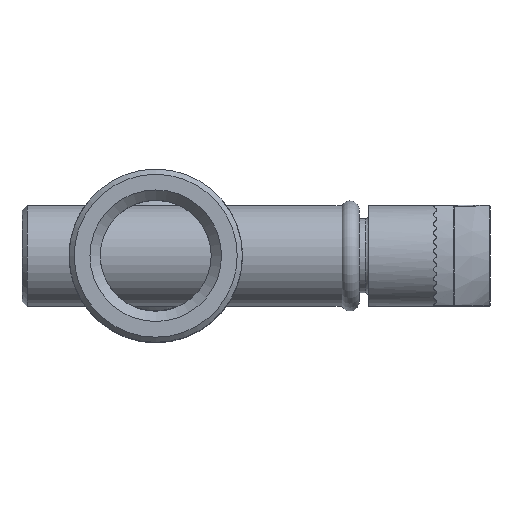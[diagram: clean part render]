
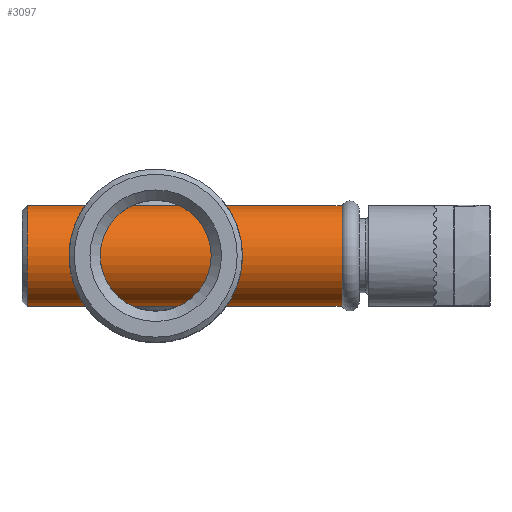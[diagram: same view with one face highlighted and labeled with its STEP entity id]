
A CAD part, top view. The second image highlights one B-rep face of the part: STEP entity #3097.
In plain terms, the highlighted cylindrical face has radius 4.9 mm (diameter 9.8 mm), a full revolution.
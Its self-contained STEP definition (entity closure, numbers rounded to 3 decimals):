
#550=FACE_BOUND($,#925,.T.);
#551=FACE_BOUND($,#926,.T.);
#579=B_SPLINE_CURVE_WITH_KNOTS($,3,(#4911,#4912,#4913,#4914,#4915,#4916,
#4917,#4918,#4919,#4920,#4921,#4922,#4923,#4924,#4925,#4926,#4927,#4928,
#4929,#4930,#4931,#4932,#4933,#4934,#4935,#4936),.UNSPECIFIED.,.F.,.F.,
(4,2,2,2,2,2,2,2,2,2,2,2,4),(0.772,0.864,0.957,
1.066,1.175,1.359,1.543,1.708,
1.872,1.991,2.11,2.212,2.315),
 .UNSPECIFIED.);
#580=B_SPLINE_CURVE_WITH_KNOTS($,3,(#4937,#4938,#4939,#4940,#4941,#4942,
#4943,#4944,#4945,#4946,#4947,#4948,#4949,#4950,#4951,#4952,#4953,#4954,
#4955,#4956,#4957,#4958,#4959,#4960,#4961,#4962,#4963),.UNSPECIFIED.,.F.,
 .F.,(4,2,2,2,2,2,3,2,2,2,2,2,4),(2.315,2.417,2.519,
2.638,2.757,2.922,3.086,3.27,
3.455,3.563,3.672,3.765,3.857),
 .UNSPECIFIED.);
#726=FACE_OUTER_BOUND($,#924,.T.);
#924=EDGE_LOOP($,(#2118));
#925=EDGE_LOOP($,(#2119,#2120));
#926=EDGE_LOOP($,(#2121));
#1126=CIRCLE($,#3323,4.9);
#1127=CIRCLE($,#3324,4.9);
#1247=VERTEX_POINT($,#4907);
#1248=VERTEX_POINT($,#4909);
#1249=VERTEX_POINT($,#4910);
#1250=VERTEX_POINT($,#4964);
#1591=EDGE_CURVE($,#1247,#1247,#1126,.T.);
#1592=EDGE_CURVE($,#1248,#1249,#579,.T.);
#1593=EDGE_CURVE($,#1249,#1248,#580,.T.);
#1594=EDGE_CURVE($,#1250,#1250,#1127,.T.);
#2118=ORIENTED_EDGE($,*,*,#1591,.T.);
#2119=ORIENTED_EDGE($,*,*,#1592,.T.);
#2120=ORIENTED_EDGE($,*,*,#1593,.T.);
#2121=ORIENTED_EDGE($,*,*,#1594,.T.);
#3014=CYLINDRICAL_SURFACE($,#3322,4.9);
#3097=ADVANCED_FACE($,(#726,#550,#551),#3014,.T.);
#3322=AXIS2_PLACEMENT_3D($,#4906,#3720,#3721);
#3323=AXIS2_PLACEMENT_3D($,#4908,#3722,#3723);
#3324=AXIS2_PLACEMENT_3D($,#4965,#3724,#3725);
#3720=DIRECTION('center_axis',(-1.,0.,0.));
#3721=DIRECTION('ref_axis',(0.,-1.,0.));
#3722=DIRECTION('center_axis',(-1.,0.,0.));
#3723=DIRECTION('ref_axis',(0.,-1.,0.));
#3724=DIRECTION('center_axis',(1.,0.,0.));
#3725=DIRECTION('ref_axis',(0.,-1.,0.));
#4906=CARTESIAN_POINT('Origin',(-18.207,-14.43,4.));
#4907=CARTESIAN_POINT('',(13.393,-19.33,4.));
#4908=CARTESIAN_POINT('Origin',(13.393,-14.43,4.));
#4909=CARTESIAN_POINT('',(-10.621,-14.43,-0.9));
#4910=CARTESIAN_POINT('',(1.208,-14.43,-0.9));
#4911=CARTESIAN_POINT('Ctrl Pts',(-10.621,-14.43,-0.9));
#4912=CARTESIAN_POINT('Ctrl Pts',(-10.621,-14.738,-0.9));
#4913=CARTESIAN_POINT('Ctrl Pts',(-10.563,-15.066,-0.869));
#4914=CARTESIAN_POINT('Ctrl Pts',(-10.343,-15.676,-0.749));
#4915=CARTESIAN_POINT('Ctrl Pts',(-10.18,-15.959,-0.662));
#4916=CARTESIAN_POINT('Ctrl Pts',(-9.798,-16.475,-0.463));
#4917=CARTESIAN_POINT('Ctrl Pts',(-9.537,-16.74,-0.329));
#4918=CARTESIAN_POINT('Ctrl Pts',(-8.959,-17.201,-0.05));
#4919=CARTESIAN_POINT('Ctrl Pts',(-8.643,-17.396,0.095));
#4920=CARTESIAN_POINT('Ctrl Pts',(-7.83,-17.814,0.44));
#4921=CARTESIAN_POINT('Ctrl Pts',(-7.233,-18.025,0.664));
#4922=CARTESIAN_POINT('Ctrl Pts',(-5.979,-18.3,0.988));
#4923=CARTESIAN_POINT('Ctrl Pts',(-5.321,-18.364,1.08));
#4924=CARTESIAN_POINT('Ctrl Pts',(-4.159,-18.364,1.08));
#4925=CARTESIAN_POINT('Ctrl Pts',(-3.569,-18.313,1.007));
#4926=CARTESIAN_POINT('Ctrl Pts',(-2.435,-18.093,0.741));
#4927=CARTESIAN_POINT('Ctrl Pts',(-1.891,-17.924,0.553));
#4928=CARTESIAN_POINT('Ctrl Pts',(-1.078,-17.567,0.23));
#4929=CARTESIAN_POINT('Ctrl Pts',(-0.721,-17.374,
0.073));
#4930=CARTESIAN_POINT('Ctrl Pts',(-0.063,-16.908,
-0.236));
#4931=CARTESIAN_POINT('Ctrl Pts',(0.237,-16.635,-0.387));
#4932=CARTESIAN_POINT('Ctrl Pts',(0.682,-16.094,-0.617));
#4933=CARTESIAN_POINT('Ctrl Pts',(0.874,-15.79,-0.719));
#4934=CARTESIAN_POINT('Ctrl Pts',(1.138,-15.129,-0.862));
#4935=CARTESIAN_POINT('Ctrl Pts',(1.208,-14.771,-0.9));
#4936=CARTESIAN_POINT('Ctrl Pts',(1.208,-14.43,-0.9));
#4937=CARTESIAN_POINT('Ctrl Pts',(1.208,-14.43,-0.9));
#4938=CARTESIAN_POINT('Ctrl Pts',(1.208,-14.089,-0.9));
#4939=CARTESIAN_POINT('Ctrl Pts',(1.138,-13.73,-0.862));
#4940=CARTESIAN_POINT('Ctrl Pts',(0.874,-13.069,-0.719));
#4941=CARTESIAN_POINT('Ctrl Pts',(0.682,-12.766,-0.617));
#4942=CARTESIAN_POINT('Ctrl Pts',(0.237,-12.224,-0.387));
#4943=CARTESIAN_POINT('Ctrl Pts',(-0.063,-11.951,
-0.236));
#4944=CARTESIAN_POINT('Ctrl Pts',(-0.721,-11.486,
0.073));
#4945=CARTESIAN_POINT('Ctrl Pts',(-1.078,-11.293,0.23));
#4946=CARTESIAN_POINT('Ctrl Pts',(-1.891,-10.936,0.553));
#4947=CARTESIAN_POINT('Ctrl Pts',(-2.435,-10.767,0.741));
#4948=CARTESIAN_POINT('Ctrl Pts',(-3.569,-10.547,1.007));
#4949=CARTESIAN_POINT('Ctrl Pts',(-4.159,-10.495,1.08));
#4950=CARTESIAN_POINT('Ctrl Pts',(-4.707,-10.495,1.08));
#4951=CARTESIAN_POINT('Ctrl Pts',(-5.321,-10.495,1.08));
#4952=CARTESIAN_POINT('Ctrl Pts',(-5.979,-10.559,0.988));
#4953=CARTESIAN_POINT('Ctrl Pts',(-7.233,-10.834,0.664));
#4954=CARTESIAN_POINT('Ctrl Pts',(-7.83,-11.046,0.44));
#4955=CARTESIAN_POINT('Ctrl Pts',(-8.643,-11.463,0.095));
#4956=CARTESIAN_POINT('Ctrl Pts',(-8.959,-11.659,-0.05));
#4957=CARTESIAN_POINT('Ctrl Pts',(-9.537,-12.119,-0.329));
#4958=CARTESIAN_POINT('Ctrl Pts',(-9.798,-12.385,-0.463));
#4959=CARTESIAN_POINT('Ctrl Pts',(-10.18,-12.901,-0.662));
#4960=CARTESIAN_POINT('Ctrl Pts',(-10.343,-13.184,-0.749));
#4961=CARTESIAN_POINT('Ctrl Pts',(-10.563,-13.794,-0.869));
#4962=CARTESIAN_POINT('Ctrl Pts',(-10.621,-14.121,-0.9));
#4963=CARTESIAN_POINT('Ctrl Pts',(-10.621,-14.43,-0.9));
#4964=CARTESIAN_POINT('',(-17.707,-14.43,-0.9));
#4965=CARTESIAN_POINT('Origin',(-17.707,-14.43,4.));
